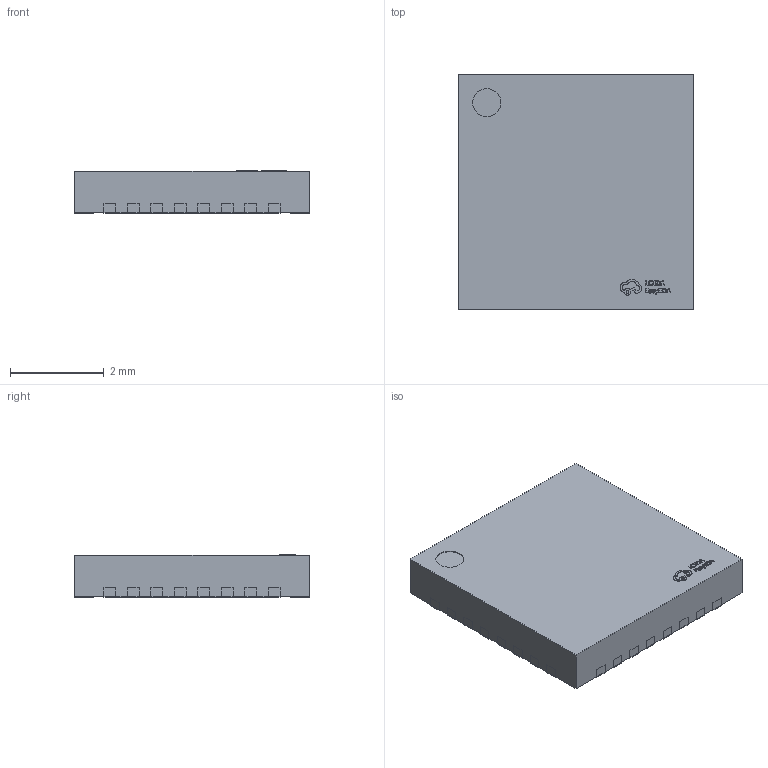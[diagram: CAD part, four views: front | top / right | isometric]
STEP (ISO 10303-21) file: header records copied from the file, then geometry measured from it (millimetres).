
FILE_DESCRIPTION (( 'STEP AP214' ), '1' );
FILE_NAME ('QFN-32_L5.0-W5.0-H0.9-P0.50-TL-EP3.7.step', '2022-07-15T03:15:58', ( '' ), ( '' ), 'SwSTEP 2.0', 'SolidWorks 2020', '' );
FILE_SCHEMA (( 'AUTOMOTIVE_DESIGN' ));
Length unit declared in the file: millimetre
Products named in the file (1): QFN-32_L5.0-W5.0-H0.9-P0.50-TL-EP3.7
Bounding box: 5 x 5 x 0.91 mm (x, y, z)
Surface area: 119.9 mm2
Topology: 66 solids, 66 shells, 835 faces, 2028 edges, 1352 vertices
Faces by surface type: plane 721, bspline 112, cylinder 2
Entity records: 34329 total; most frequent: CARTESIAN_POINT 6320, ORIENTED_EDGE 4056, DIRECTION 3252, EDGE_CURVE 2028, LINE 1796, VECTOR 1796, VERTEX_POINT 1352, EDGE_LOOP 862
